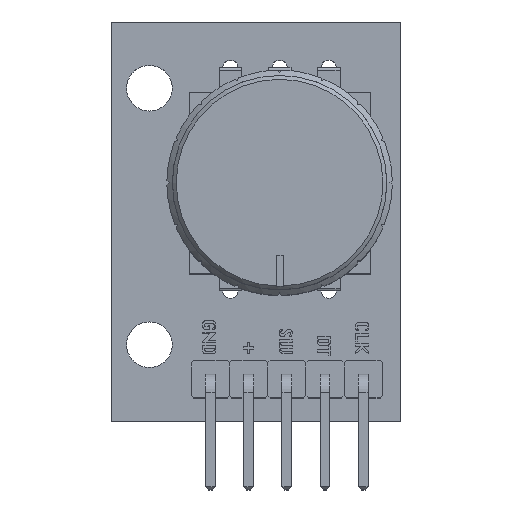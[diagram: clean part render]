
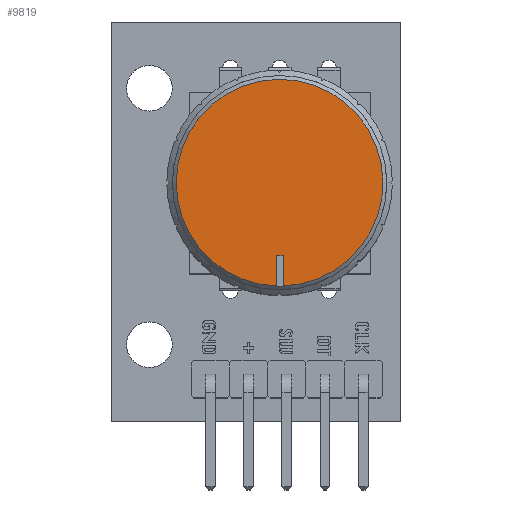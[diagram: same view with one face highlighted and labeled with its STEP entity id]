
A CAD part, top view. The second image highlights one B-rep face of the part: STEP entity #9819.
In plain terms, the highlighted planar face has unit normal (0, 0, 1).
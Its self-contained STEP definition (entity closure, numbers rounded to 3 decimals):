
#260=CIRCLE('',#10401,6.79);
#262=CIRCLE('',#10403,6.79);
#742=PLANE('',#10408);
#1260=FACE_OUTER_BOUND('',#1850,.T.);
#1850=EDGE_LOOP('',(#8942,#8943,#8944,#8945,#8946));
#2883=LINE('',#17784,#3916);
#2886=LINE('',#17790,#3919);
#2889=LINE('',#17795,#3922);
#3916=VECTOR('',#12464,10.);
#3919=VECTOR('',#12469,10.);
#3922=VECTOR('',#12474,10.);
#4958=VERTEX_POINT('',#17769);
#4961=VERTEX_POINT('',#17774);
#4962=VERTEX_POINT('',#17776);
#4964=VERTEX_POINT('',#17783);
#4966=VERTEX_POINT('',#17789);
#6300=EDGE_CURVE('',#4961,#4962,#260,.T.);
#6303=EDGE_CURVE('',#4962,#4958,#262,.T.);
#6304=EDGE_CURVE('',#4964,#4958,#2883,.T.);
#6307=EDGE_CURVE('',#4966,#4964,#2886,.T.);
#6310=EDGE_CURVE('',#4961,#4966,#2889,.T.);
#8942=ORIENTED_EDGE('',*,*,#6310,.T.);
#8943=ORIENTED_EDGE('',*,*,#6307,.T.);
#8944=ORIENTED_EDGE('',*,*,#6304,.T.);
#8945=ORIENTED_EDGE('',*,*,#6303,.F.);
#8946=ORIENTED_EDGE('',*,*,#6300,.F.);
#9819=ADVANCED_FACE('',(#1260),#742,.T.);
#10401=AXIS2_PLACEMENT_3D('',#17777,#12455,#12456);
#10403=AXIS2_PLACEMENT_3D('',#17781,#12460,#12461);
#10408=AXIS2_PLACEMENT_3D('',#17798,#12478,#12479);
#12455=DIRECTION('center_axis',(0.,0.,-1.));
#12456=DIRECTION('ref_axis',(1.,0.,0.));
#12460=DIRECTION('center_axis',(0.,0.,-1.));
#12461=DIRECTION('ref_axis',(1.,0.,0.));
#12464=DIRECTION('',(0.,-1.,0.));
#12469=DIRECTION('',(1.,0.,0.));
#12474=DIRECTION('',(0.,1.,0.));
#12478=DIRECTION('center_axis',(0.,0.,1.));
#12479=DIRECTION('ref_axis',(-1.,0.,0.));
#17769=CARTESIAN_POINT('',(1.8,-4.27,30.6));
#17774=CARTESIAN_POINT('',(1.35,-4.272,30.6));
#17776=CARTESIAN_POINT('',(-5.24,2.515,30.6));
#17777=CARTESIAN_POINT('Origin',(1.55,2.515,30.6));
#17781=CARTESIAN_POINT('Origin',(1.55,2.515,30.6));
#17783=CARTESIAN_POINT('',(1.8,-2.275,30.6));
#17784=CARTESIAN_POINT('',(1.8,0.12,30.6));
#17789=CARTESIAN_POINT('',(1.35,-2.275,30.6));
#17790=CARTESIAN_POINT('',(1.45,-2.275,30.6));
#17795=CARTESIAN_POINT('',(1.35,-0.879,30.6));
#17798=CARTESIAN_POINT('Origin',(1.55,2.515,30.6));
